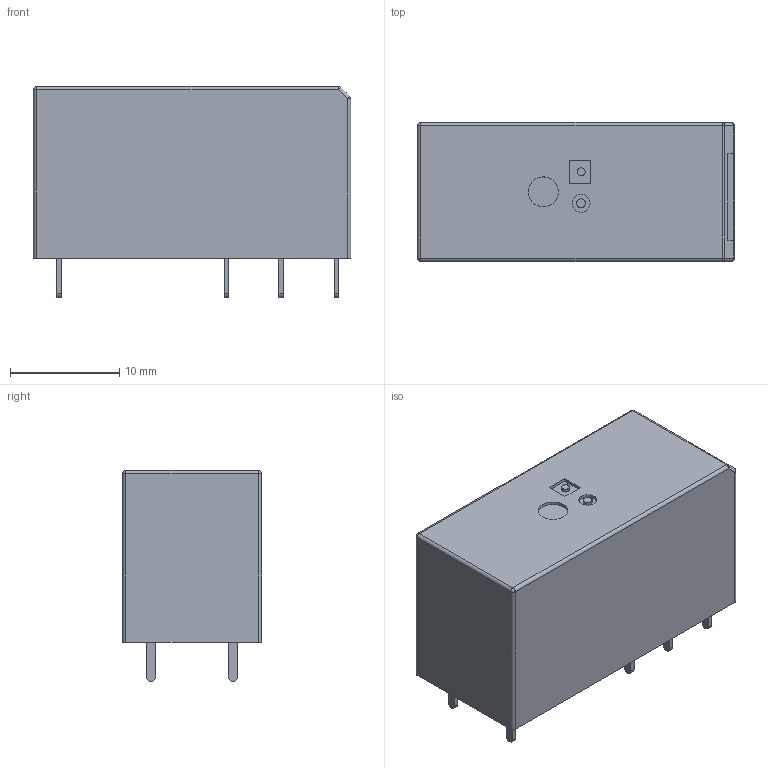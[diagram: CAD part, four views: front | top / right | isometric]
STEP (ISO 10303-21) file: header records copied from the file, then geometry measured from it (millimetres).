
FILE_DESCRIPTION (( 'STEP AP214' ), '1' );
FILE_NAME ('RELAY-TH_RTX1XXX.step', '2022-07-09T14:05:52', ( '' ), ( '' ), 'SwSTEP 2.0', 'SolidWorks 2020', '' );
FILE_SCHEMA (( 'AUTOMOTIVE_DESIGN' ));
Length unit declared in the file: millimetre
Products named in the file (1): RELAY-TH_RTX1XXX
Bounding box: 29 x 12.71 x 19.3 mm (x, y, z)
Volume: 5777.8 mm3; surface area: 2100.7 mm2
Topology: 1 solids, 1 shells, 376 faces, 991 edges, 650 vertices
Faces by surface type: plane 223, bspline 112, cylinder 35, sphere 6
Entity records: 16148 total; most frequent: CARTESIAN_POINT 4116, ORIENTED_EDGE 1970, DIRECTION 1357, EDGE_CURVE 985, LINE 687, VECTOR 687, VERTEX_POINT 650, EDGE_LOOP 415
